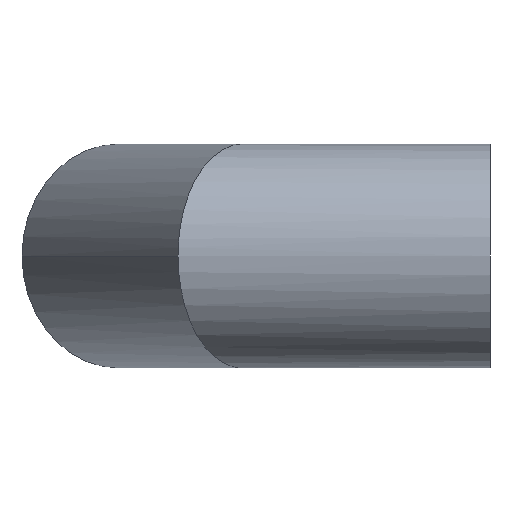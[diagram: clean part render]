
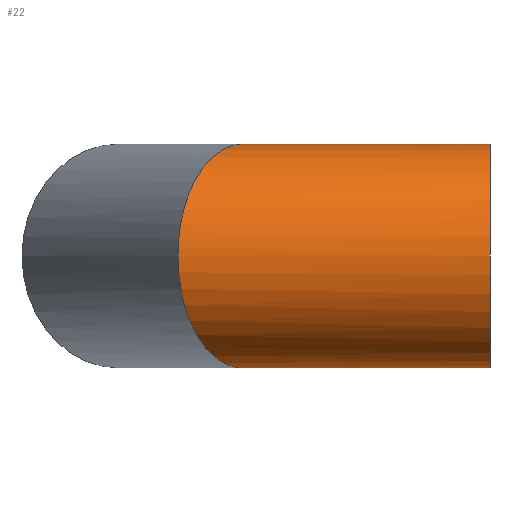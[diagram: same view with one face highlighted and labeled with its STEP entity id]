
A CAD part, left-side view. The second image highlights one B-rep face of the part: STEP entity #22.
In plain terms, the highlighted cylindrical face has radius 70 mm (diameter 140 mm), a partial arc.
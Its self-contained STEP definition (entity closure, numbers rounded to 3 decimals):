
#2 = VERTEX_POINT ( 'NONE', #90 ) ;
#5 = DIRECTION ( 'NONE',  ( 0., 1., 0. ) ) ;
#7 = LINE ( 'NONE', #216, #272 ) ;
#14 = CARTESIAN_POINT ( 'NONE',  ( -41.005, 178.341, 70. ) ) ;
#21 = EDGE_CURVE ( 'NONE', #120, #319, #178, .T. ) ;
#22 = ADVANCED_FACE ( 'NONE', ( #88 ), #265, .T. ) ;
#55 = CARTESIAN_POINT ( 'NONE',  ( 0., 0., 70. ) ) ;
#64 = EDGE_LOOP ( 'NONE', ( #262, #247, #117, #227, #123 ) ) ;
#73 = CARTESIAN_POINT ( 'NONE',  ( 0., 154.667, 70. ) ) ;
#75 =( BOUNDED_CURVE ( )  B_SPLINE_CURVE ( 3, ( #140, #14, #198, #373 ),
 .UNSPECIFIED., .F., .F. ) 
 B_SPLINE_CURVE_WITH_KNOTS ( ( 4, 4 ),
 ( 4.712, 6.283 ),
 .UNSPECIFIED. ) 
 CURVE ( )  GEOMETRIC_REPRESENTATION_ITEM ( )  RATIONAL_B_SPLINE_CURVE ( ( 1., 0.805, 0.805, 1. ) ) 
 REPRESENTATION_ITEM ( '' )  );
#88 = FACE_OUTER_BOUND ( 'NONE', #64, .T. ) ;
#90 = CARTESIAN_POINT ( 'NONE',  ( 0., 0., -70. ) ) ;
#100 = VECTOR ( 'NONE', #142, 1000. ) ;
#112 = CARTESIAN_POINT ( 'NONE',  ( -41.005, 178.341, -70. ) ) ;
#117 = ORIENTED_EDGE ( 'NONE', *, *, #21, .T. ) ;
#120 = VERTEX_POINT ( 'NONE', #154 ) ;
#123 = ORIENTED_EDGE ( 'NONE', *, *, #312, .T. ) ;
#133 = DIRECTION ( 'NONE',  ( 0., 1., 0. ) ) ;
#135 = EDGE_CURVE ( 'NONE', #2, #267, #7, .T. ) ;
#140 = CARTESIAN_POINT ( 'NONE',  ( 0., 154.667, 70. ) ) ;
#142 = DIRECTION ( 'NONE',  ( 0., 1., 0. ) ) ;
#154 = CARTESIAN_POINT ( 'NONE',  ( 0., 0., 70. ) ) ;
#175 = DIRECTION ( 'NONE',  ( 0., 0., 1. ) ) ;
#178 = LINE ( 'NONE', #55, #100 ) ;
#191 = EDGE_CURVE ( 'NONE', #2, #120, #309, .T. ) ;
#196 = AXIS2_PLACEMENT_3D ( 'NONE', #239, #355, #175 ) ;
#198 = CARTESIAN_POINT ( 'NONE',  ( -70., 195.081, 41.005 ) ) ;
#216 = CARTESIAN_POINT ( 'NONE',  ( 0., 0., -70. ) ) ;
#224 = CARTESIAN_POINT ( 'NONE',  ( 0., 0., 0. ) ) ;
#227 = ORIENTED_EDGE ( 'NONE', *, *, #284, .T. ) ;
#234 = CARTESIAN_POINT ( 'NONE',  ( 0., 154.667, -70. ) ) ;
#239 = CARTESIAN_POINT ( 'NONE',  ( 0., 0., 0. ) ) ;
#240 =( BOUNDED_CURVE ( )  B_SPLINE_CURVE ( 3, ( #316, #261, #112, #234 ),
 .UNSPECIFIED., .F., .F. ) 
 B_SPLINE_CURVE_WITH_KNOTS ( ( 4, 4 ),
 ( 0., 1.571 ),
 .UNSPECIFIED. ) 
 CURVE ( )  GEOMETRIC_REPRESENTATION_ITEM ( )  RATIONAL_B_SPLINE_CURVE ( ( 1., 0.805, 0.805, 1. ) ) 
 REPRESENTATION_ITEM ( '' )  );
#246 = CARTESIAN_POINT ( 'NONE',  ( -70., 195.081, 0. ) ) ;
#247 = ORIENTED_EDGE ( 'NONE', *, *, #191, .T. ) ;
#252 = CARTESIAN_POINT ( 'NONE',  ( 0., 154.667, -70. ) ) ;
#257 = AXIS2_PLACEMENT_3D ( 'NONE', #224, #133, #282 ) ;
#261 = CARTESIAN_POINT ( 'NONE',  ( -70., 195.081, -41.005 ) ) ;
#262 = ORIENTED_EDGE ( 'NONE', *, *, #135, .F. ) ;
#265 = CYLINDRICAL_SURFACE ( 'NONE', #196, 70. ) ;
#267 = VERTEX_POINT ( 'NONE', #252 ) ;
#272 = VECTOR ( 'NONE', #5, 1000. ) ;
#282 = DIRECTION ( 'NONE',  ( 0., 0., 1. ) ) ;
#284 = EDGE_CURVE ( 'NONE', #319, #383, #75, .T. ) ;
#309 = CIRCLE ( 'NONE', #257, 70. ) ;
#312 = EDGE_CURVE ( 'NONE', #383, #267, #240, .T. ) ;
#316 = CARTESIAN_POINT ( 'NONE',  ( -70., 195.081, 0. ) ) ;
#319 = VERTEX_POINT ( 'NONE', #73 ) ;
#355 = DIRECTION ( 'NONE',  ( 0., 1., 0. ) ) ;
#373 = CARTESIAN_POINT ( 'NONE',  ( -70., 195.081, 0. ) ) ;
#383 = VERTEX_POINT ( 'NONE', #246 ) ;
